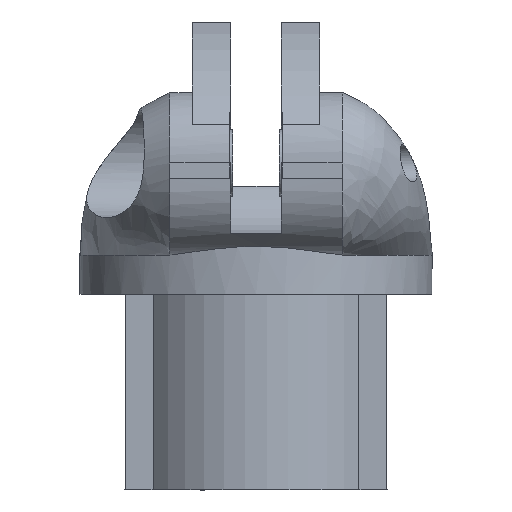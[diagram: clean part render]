
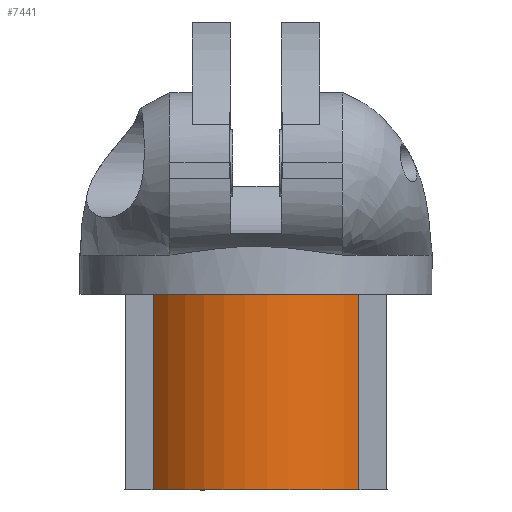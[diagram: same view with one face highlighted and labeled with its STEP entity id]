
A CAD part, left-side view. The second image highlights one B-rep face of the part: STEP entity #7441.
In plain terms, the highlighted cylindrical face has radius 16.75 mm (diameter 33.5 mm), a partial arc.
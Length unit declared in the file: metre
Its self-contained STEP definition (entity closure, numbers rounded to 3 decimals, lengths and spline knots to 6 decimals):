
#198=CYLINDRICAL_SURFACE('',#7900,0.01675);
#810=CIRCLE('',#7899,0.01675);
#811=CIRCLE('',#7901,0.01675);
#921=ORIENTED_EDGE('',*,*,#3285,.F.);
#922=ORIENTED_EDGE('',*,*,#3286,.T.);
#923=ORIENTED_EDGE('',*,*,#3284,.F.);
#924=ORIENTED_EDGE('',*,*,#3287,.F.);
#3284=EDGE_CURVE('',#4466,#4455,#810,.T.);
#3285=EDGE_CURVE('',#4467,#4468,#811,.F.);
#3286=EDGE_CURVE('',#4467,#4455,#5236,.T.);
#3287=EDGE_CURVE('',#4468,#4466,#5237,.T.);
#4455=VERTEX_POINT('',#11140);
#4466=VERTEX_POINT('',#11161);
#4467=VERTEX_POINT('',#11165);
#4468=VERTEX_POINT('',#11166);
#5236=LINE('',#11167,#5779);
#5237=LINE('',#11168,#5780);
#5779=VECTOR('',#8832,1.);
#5780=VECTOR('',#8833,1.);
#6306=EDGE_LOOP('',(#921,#922,#923,#924));
#6773=FACE_BOUND('',#6306,.T.);
#7441=ADVANCED_FACE('',(#6773),#198,.T.);
#7899=AXIS2_PLACEMENT_3D('',#11162,#8826,#8827);
#7900=AXIS2_PLACEMENT_3D('',#11163,#8828,#8829);
#7901=AXIS2_PLACEMENT_3D('',#11164,#8830,#8831);
#8826=DIRECTION('',(0.,0.,-1.));
#8827=DIRECTION('',(-1.,0.,0.));
#8828=DIRECTION('',(0.,0.,-1.));
#8829=DIRECTION('',(-1.,0.,0.));
#8830=DIRECTION('',(0.,0.,-1.));
#8831=DIRECTION('',(-1.,0.,0.));
#8832=DIRECTION('',(0.,0.,-1.));
#8833=DIRECTION('',(0.,0.,-1.));
#11140=CARTESIAN_POINT('',(-0.010375,0.01315,0.));
#11161=CARTESIAN_POINT('',(-0.010375,-0.01315,0.));
#11162=CARTESIAN_POINT('',(0.,0.,0.));
#11163=CARTESIAN_POINT('',(0.,0.,0.075376));
#11164=CARTESIAN_POINT('',(0.,0.,0.025));
#11165=CARTESIAN_POINT('',(-0.010375,0.01315,0.025));
#11166=CARTESIAN_POINT('',(-0.010375,-0.01315,0.025));
#11167=CARTESIAN_POINT('',(-0.010375,0.01315,0.034552));
#11168=CARTESIAN_POINT('',(-0.010375,-0.01315,0.034552));
